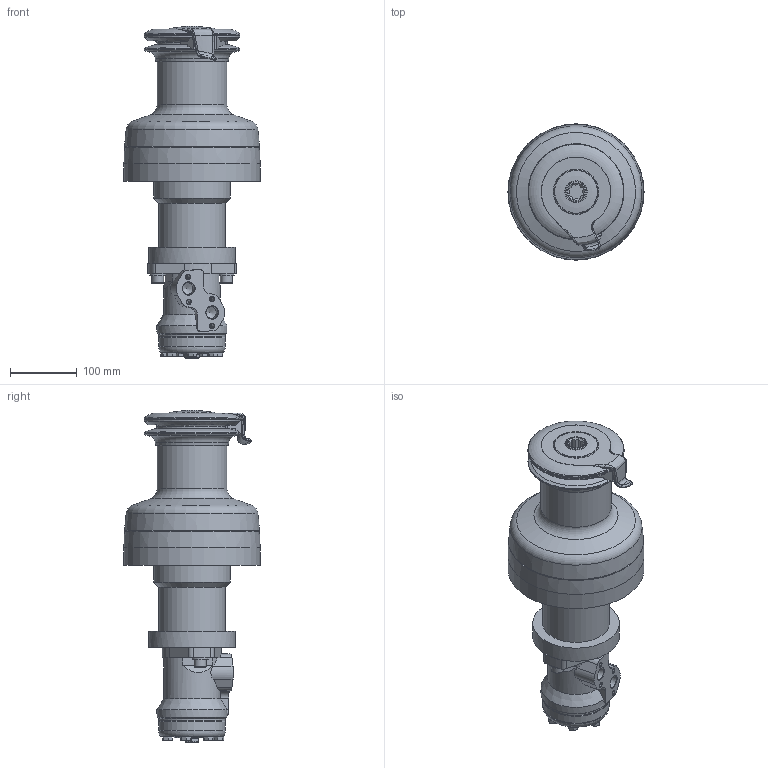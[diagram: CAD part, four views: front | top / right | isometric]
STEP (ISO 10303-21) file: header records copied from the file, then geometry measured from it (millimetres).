
FILE_DESCRIPTION(/* description */ (''),/* implementation_level */ '2;1');
FILE_NAME(/* name */ 'XT52_HD.stp',/* time_stamp */ '2016-03-25T15:58:24+01:00',/* author */ ('gianni'),/* organization */ (''),/* preprocessor_version */ 'ST-DEVELOPER v16.1',/* originating_system */ 'Autodesk Inventor 2016',/* authorisation */ '');
FILE_SCHEMA (('AUTOMOTIVE_DESIGN { 1 0 10303 214 3 1 1 }'));
Length unit declared in the file: millimetre
Products named in the file (1): XT52 HD
Bounding box: 204 x 204 x 497.4 mm (x, y, z)
Volume: 6512345.9 mm3; surface area: 332596.5 mm2
Topology: 1 solids, 1 shells, 424 faces, 1073 edges, 675 vertices
Faces by surface type: plane 192, cylinder 102, torus 67, bspline 33, cone 30
Full cylindrical faces by diameter (mm): 6.647 x4, 8.5 x6, 13 x7, 18 x3, 18.631 x2, 24 x2, 31.72 x1, 32.2 x1, 100 x3, 105 x3, 106 x1, 115 x1, 130 x1, 144 x3, 204 x1
Entity records: 15276 total; most frequent: CARTESIAN_POINT 5835, ORIENTED_EDGE 1938, DIRECTION 1883, EDGE_CURVE 969, AXIS2_PLACEMENT_3D 756, VERTEX_POINT 653, EDGE_LOOP 534, FACE_OUTER_BOUND 424
